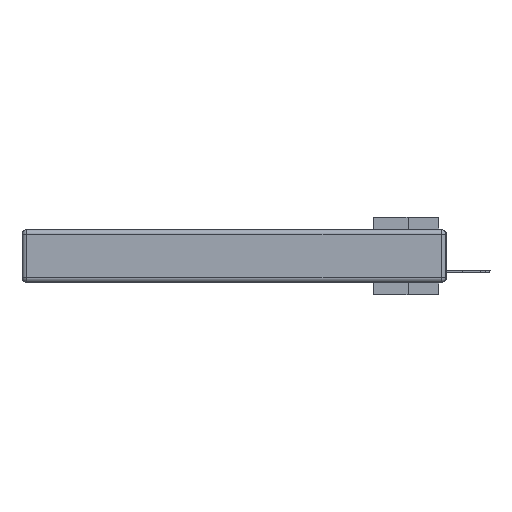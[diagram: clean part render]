
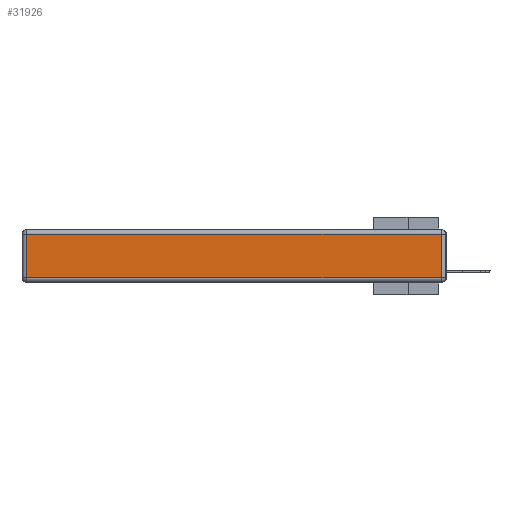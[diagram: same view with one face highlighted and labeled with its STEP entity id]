
A CAD part, left-side view. The second image highlights one B-rep face of the part: STEP entity #31926.
In plain terms, the highlighted planar face has unit normal (-1, 0, 0).
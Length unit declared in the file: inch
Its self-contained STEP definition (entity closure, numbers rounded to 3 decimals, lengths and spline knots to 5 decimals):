
#263 = VECTOR ( 'NONE', #7561, 39.37008 ) ;
#1513 = LINE ( 'NONE', #36687, #3838 ) ;
#2361 = EDGE_CURVE ( 'NONE', #3611, #28844, #7166, .T. ) ;
#2374 = AXIS2_PLACEMENT_3D ( 'NONE', #3298, #12037, #21081 ) ;
#3298 = CARTESIAN_POINT ( 'NONE',  ( 0., 0., -0.343 ) ) ;
#3611 = VERTEX_POINT ( 'NONE', #26383 ) ;
#3838 = VECTOR ( 'NONE', #33615, 39.37008 ) ;
#5138 = DIRECTION ( 'NONE',  ( 0., -1., 0. ) ) ;
#6729 = VECTOR ( 'NONE', #5138, 39.37008 ) ;
#7166 = LINE ( 'NONE', #37037, #6729 ) ;
#7561 = DIRECTION ( 'NONE',  ( 0., 1., 0. ) ) ;
#8109 = LINE ( 'NONE', #25113, #263 ) ;
#9190 = EDGE_LOOP ( 'NONE', ( #20579, #33082, #16082, #28806 ) ) ;
#12037 = DIRECTION ( 'NONE',  ( -1., 0., 0. ) ) ;
#15061 = CARTESIAN_POINT ( 'NONE',  ( 0., 0.03, -0.313 ) ) ;
#15307 = CARTESIAN_POINT ( 'NONE',  ( 0., 2.72, -0.343 ) ) ;
#16082 = ORIENTED_EDGE ( 'NONE', *, *, #17507, .T. ) ;
#16552 = CARTESIAN_POINT ( 'NONE',  ( 0., 2.72, -0.03 ) ) ;
#17507 = EDGE_CURVE ( 'NONE', #19269, #29765, #8109, .T. ) ;
#19269 = VERTEX_POINT ( 'NONE', #22164 ) ;
#20579 = ORIENTED_EDGE ( 'NONE', *, *, #2361, .T. ) ;
#21081 = DIRECTION ( 'NONE',  ( 0., 0., 1. ) ) ;
#22164 = CARTESIAN_POINT ( 'NONE',  ( 0., 0.03, -0.03 ) ) ;
#25113 = CARTESIAN_POINT ( 'NONE',  ( 0., 2.75, -0.03 ) ) ;
#26118 = EDGE_CURVE ( 'NONE', #28844, #19269, #1513, .T. ) ;
#26383 = CARTESIAN_POINT ( 'NONE',  ( 0., 2.72, -0.313 ) ) ;
#26818 = DIRECTION ( 'NONE',  ( 0., 0., -1. ) ) ;
#28806 = ORIENTED_EDGE ( 'NONE', *, *, #36939, .T. ) ;
#28844 = VERTEX_POINT ( 'NONE', #15061 ) ;
#29628 = VECTOR ( 'NONE', #26818, 39.37008 ) ;
#29765 = VERTEX_POINT ( 'NONE', #16552 ) ;
#31926 = ADVANCED_FACE ( 'NONE', ( #33230 ), #35716, .T. ) ;
#33082 = ORIENTED_EDGE ( 'NONE', *, *, #26118, .T. ) ;
#33230 = FACE_OUTER_BOUND ( 'NONE', #9190, .T. ) ;
#33615 = DIRECTION ( 'NONE',  ( 0., 0., 1. ) ) ;
#33736 = LINE ( 'NONE', #15307, #29628 ) ;
#35716 = PLANE ( 'NONE',  #2374 ) ;
#36687 = CARTESIAN_POINT ( 'NONE',  ( 0., 0.03, -0.343 ) ) ;
#36939 = EDGE_CURVE ( 'NONE', #29765, #3611, #33736, .T. ) ;
#37037 = CARTESIAN_POINT ( 'NONE',  ( 0., 0., -0.313 ) ) ;
